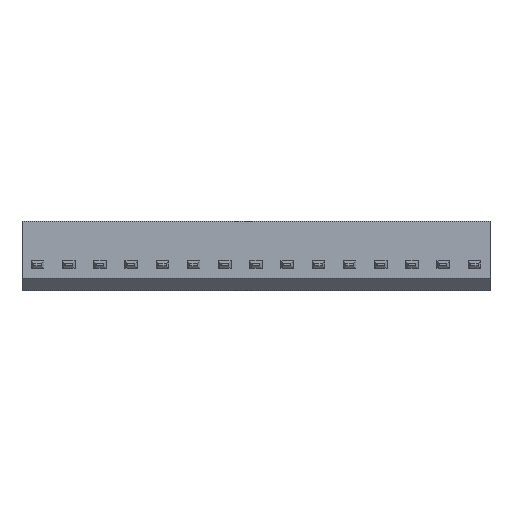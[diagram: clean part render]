
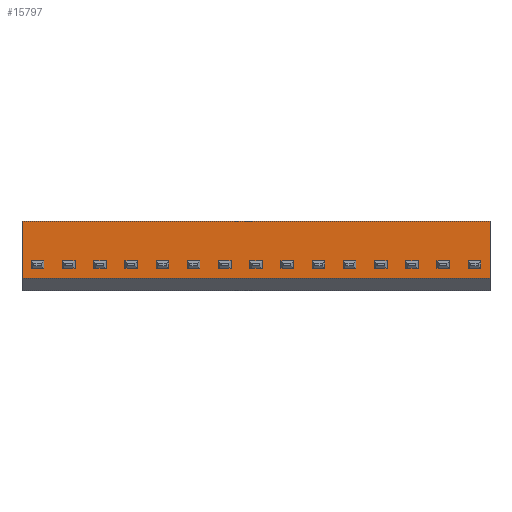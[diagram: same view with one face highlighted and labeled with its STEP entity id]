
A CAD part, top view. The second image highlights one B-rep face of the part: STEP entity #15797.
In plain terms, the highlighted planar face has unit normal (0, 0, 1).
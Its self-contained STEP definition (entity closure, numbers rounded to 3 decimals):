
#15797 = ADVANCED_FACE('',(#15798),#15812,.T.);
#15798 = FACE_BOUND('',#15799,.T.);
#15799 = EDGE_LOOP('',(#15800,#15835,#15863,#15891));
#15800 = ORIENTED_EDGE('',*,*,#15801,.T.);
#15801 = EDGE_CURVE('',#15802,#15804,#15806,.T.);
#15802 = VERTEX_POINT('',#15803);
#15803 = CARTESIAN_POINT('',(-1.25,-1.1,3.2));
#15804 = VERTEX_POINT('',#15805);
#15805 = CARTESIAN_POINT('',(36.25,-1.1,3.2));
#15806 = SURFACE_CURVE('',#15807,(#15811,#15823),.PCURVE_S1.);
#15807 = LINE('',#15808,#15809);
#15808 = CARTESIAN_POINT('',(-1.25,-1.1,3.2));
#15809 = VECTOR('',#15810,1.);
#15810 = DIRECTION('',(1.,0.,0.));
#15811 = PCURVE('',#15812,#15817);
#15812 = PLANE('',#15813);
#15813 = AXIS2_PLACEMENT_3D('',#15814,#15815,#15816);
#15814 = CARTESIAN_POINT('',(-1.25,-1.1,3.2));
#15815 = DIRECTION('',(0.,0.,1.));
#15816 = DIRECTION('',(0.,1.,0.));
#15817 = DEFINITIONAL_REPRESENTATION('',(#15818),#15822);
#15818 = LINE('',#15819,#15820);
#15819 = CARTESIAN_POINT('',(0.,0.));
#15820 = VECTOR('',#15821,1.);
#15821 = DIRECTION('',(0.,-1.));
#15822 = ( GEOMETRIC_REPRESENTATION_CONTEXT(2) 
PARAMETRIC_REPRESENTATION_CONTEXT() REPRESENTATION_CONTEXT('2D SPACE',''
  ) );
#15823 = PCURVE('',#15824,#15829);
#15824 = PLANE('',#15825);
#15825 = AXIS2_PLACEMENT_3D('',#15826,#15827,#15828);
#15826 = CARTESIAN_POINT('',(-1.25,-1.1,3.2));
#15827 = DIRECTION('',(0.,0.707,-0.707));
#15828 = DIRECTION('',(0.,-0.707,-0.707));
#15829 = DEFINITIONAL_REPRESENTATION('',(#15830),#15834);
#15830 = LINE('',#15831,#15832);
#15831 = CARTESIAN_POINT('',(0.,0.));
#15832 = VECTOR('',#15833,1.);
#15833 = DIRECTION('',(0.,-1.));
#15834 = ( GEOMETRIC_REPRESENTATION_CONTEXT(2) 
PARAMETRIC_REPRESENTATION_CONTEXT() REPRESENTATION_CONTEXT('2D SPACE',''
  ) );
#15835 = ORIENTED_EDGE('',*,*,#15836,.T.);
#15836 = EDGE_CURVE('',#15804,#15837,#15839,.T.);
#15837 = VERTEX_POINT('',#15838);
#15838 = CARTESIAN_POINT('',(36.25,3.5,3.2));
#15839 = SURFACE_CURVE('',#15840,(#15844,#15851),.PCURVE_S1.);
#15840 = LINE('',#15841,#15842);
#15841 = CARTESIAN_POINT('',(36.25,-1.1,3.2));
#15842 = VECTOR('',#15843,1.);
#15843 = DIRECTION('',(0.,1.,0.));
#15844 = PCURVE('',#15812,#15845);
#15845 = DEFINITIONAL_REPRESENTATION('',(#15846),#15850);
#15846 = LINE('',#15847,#15848);
#15847 = CARTESIAN_POINT('',(0.,-37.5));
#15848 = VECTOR('',#15849,1.);
#15849 = DIRECTION('',(1.,0.));
#15850 = ( GEOMETRIC_REPRESENTATION_CONTEXT(2) 
PARAMETRIC_REPRESENTATION_CONTEXT() REPRESENTATION_CONTEXT('2D SPACE',''
  ) );
#15851 = PCURVE('',#15852,#15857);
#15852 = PLANE('',#15853);
#15853 = AXIS2_PLACEMENT_3D('',#15854,#15855,#15856);
#15854 = CARTESIAN_POINT('',(36.25,0.951,1.622));
#15855 = DIRECTION('',(1.,0.,0.));
#15856 = DIRECTION('',(0.,0.,1.));
#15857 = DEFINITIONAL_REPRESENTATION('',(#15858),#15862);
#15858 = LINE('',#15859,#15860);
#15859 = CARTESIAN_POINT('',(1.578,2.051));
#15860 = VECTOR('',#15861,1.);
#15861 = DIRECTION('',(0.,-1.));
#15862 = ( GEOMETRIC_REPRESENTATION_CONTEXT(2) 
PARAMETRIC_REPRESENTATION_CONTEXT() REPRESENTATION_CONTEXT('2D SPACE',''
  ) );
#15863 = ORIENTED_EDGE('',*,*,#15864,.F.);
#15864 = EDGE_CURVE('',#15865,#15837,#15867,.T.);
#15865 = VERTEX_POINT('',#15866);
#15866 = CARTESIAN_POINT('',(-1.25,3.5,3.2));
#15867 = SURFACE_CURVE('',#15868,(#15872,#15879),.PCURVE_S1.);
#15868 = LINE('',#15869,#15870);
#15869 = CARTESIAN_POINT('',(-1.25,3.5,3.2));
#15870 = VECTOR('',#15871,1.);
#15871 = DIRECTION('',(1.,0.,0.));
#15872 = PCURVE('',#15812,#15873);
#15873 = DEFINITIONAL_REPRESENTATION('',(#15874),#15878);
#15874 = LINE('',#15875,#15876);
#15875 = CARTESIAN_POINT('',(4.6,0.));
#15876 = VECTOR('',#15877,1.);
#15877 = DIRECTION('',(0.,-1.));
#15878 = ( GEOMETRIC_REPRESENTATION_CONTEXT(2) 
PARAMETRIC_REPRESENTATION_CONTEXT() REPRESENTATION_CONTEXT('2D SPACE',''
  ) );
#15879 = PCURVE('',#15880,#15885);
#15880 = PLANE('',#15881);
#15881 = AXIS2_PLACEMENT_3D('',#15882,#15883,#15884);
#15882 = CARTESIAN_POINT('',(-1.25,3.5,3.2));
#15883 = DIRECTION('',(0.,1.,0.));
#15884 = DIRECTION('',(0.,0.,-1.));
#15885 = DEFINITIONAL_REPRESENTATION('',(#15886),#15890);
#15886 = LINE('',#15887,#15888);
#15887 = CARTESIAN_POINT('',(0.,0.));
#15888 = VECTOR('',#15889,1.);
#15889 = DIRECTION('',(0.,-1.));
#15890 = ( GEOMETRIC_REPRESENTATION_CONTEXT(2) 
PARAMETRIC_REPRESENTATION_CONTEXT() REPRESENTATION_CONTEXT('2D SPACE',''
  ) );
#15891 = ORIENTED_EDGE('',*,*,#15892,.F.);
#15892 = EDGE_CURVE('',#15802,#15865,#15893,.T.);
#15893 = SURFACE_CURVE('',#15894,(#15898,#15905),.PCURVE_S1.);
#15894 = LINE('',#15895,#15896);
#15895 = CARTESIAN_POINT('',(-1.25,-1.1,3.2));
#15896 = VECTOR('',#15897,1.);
#15897 = DIRECTION('',(0.,1.,0.));
#15898 = PCURVE('',#15812,#15899);
#15899 = DEFINITIONAL_REPRESENTATION('',(#15900),#15904);
#15900 = LINE('',#15901,#15902);
#15901 = CARTESIAN_POINT('',(0.,0.));
#15902 = VECTOR('',#15903,1.);
#15903 = DIRECTION('',(1.,0.));
#15904 = ( GEOMETRIC_REPRESENTATION_CONTEXT(2) 
PARAMETRIC_REPRESENTATION_CONTEXT() REPRESENTATION_CONTEXT('2D SPACE',''
  ) );
#15905 = PCURVE('',#15906,#15911);
#15906 = PLANE('',#15907);
#15907 = AXIS2_PLACEMENT_3D('',#15908,#15909,#15910);
#15908 = CARTESIAN_POINT('',(-1.25,0.951,1.622));
#15909 = DIRECTION('',(1.,0.,0.));
#15910 = DIRECTION('',(0.,0.,1.));
#15911 = DEFINITIONAL_REPRESENTATION('',(#15912),#15916);
#15912 = LINE('',#15913,#15914);
#15913 = CARTESIAN_POINT('',(1.578,2.051));
#15914 = VECTOR('',#15915,1.);
#15915 = DIRECTION('',(0.,-1.));
#15916 = ( GEOMETRIC_REPRESENTATION_CONTEXT(2) 
PARAMETRIC_REPRESENTATION_CONTEXT() REPRESENTATION_CONTEXT('2D SPACE',''
  ) );
